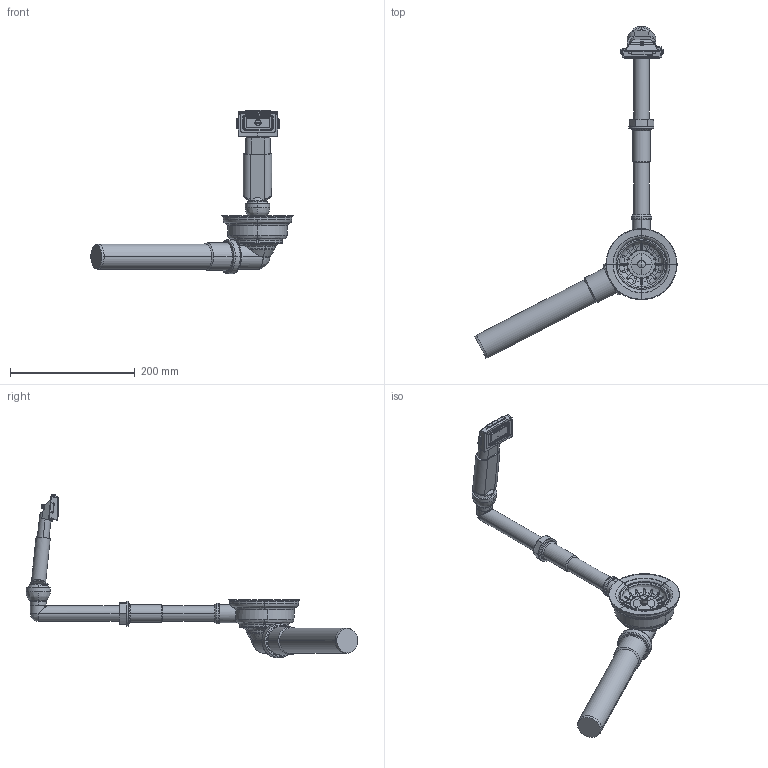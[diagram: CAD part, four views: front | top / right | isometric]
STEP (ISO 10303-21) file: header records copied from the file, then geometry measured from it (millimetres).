
FILE_DESCRIPTION(('CAx-IF Rec.Pracs.---Model Styling and Organization---1.2---2011-12-15','CAx-IF Rec.Pracs.---Geometric and Assembly Validation Properties---4.1---2014-06-16','CAx-IF Rec.Pracs.---PMI Polyline Presentation---2.0---2013-05-24'),'2;1');
FILE_NAME('1000115197_PPA_000.stp','2017-08-22T12:37:15+02:00',(''),(''),'STEP Interface 4.0 Sp3 by CT CoreTechnologie','3D_Evolution4.0 Sp3 by CT CoreTechnologie','');
FILE_SCHEMA(('AP203_CONFIGURATION_CONTROLLED_3D_DESIGN_OF_MECHANICAL_PARTS_AND_ASSEMBLIES_MIM_LF'));
Length unit declared in the file: millimetre
Products named in the file (1): P_2 Manuelle Ablaufgarnitur f. 660 kpl. 1000115197_PPA_000_A0
Bounding box: 323.56 x 531.12 x 261.52 mm (x, y, z)
Volume: 886908.6 mm3; surface area: 177125.4 mm2
Topology: 3 solids, 7 shells, 1143 faces, 3013 edges, 1844 vertices
Faces by surface type: bspline 577, cylinder 373, plane 193
Entity records: 50563 total; most frequent: CARTESIAN_POINT 12159, ORIENTED_EDGE 5948, DIRECTION 5670, EDGE_CURVE 2974, AXIS2_PLACEMENT_3D 2309, VERTEX_POINT 1844, CIRCLE 1742, EDGE_LOOP 1176
